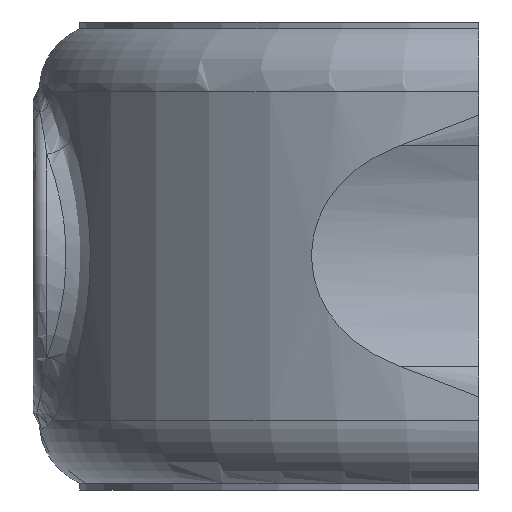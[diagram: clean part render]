
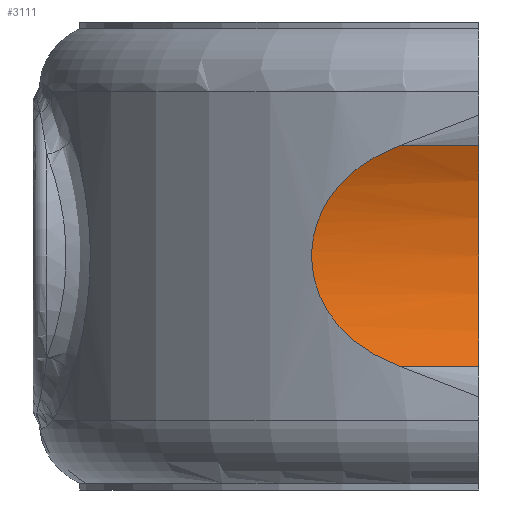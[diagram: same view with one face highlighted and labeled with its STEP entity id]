
A CAD part, left-side view. The second image highlights one B-rep face of the part: STEP entity #3111.
In plain terms, the highlighted cylindrical face has radius 90 mm (diameter 180 mm), a partial arc.
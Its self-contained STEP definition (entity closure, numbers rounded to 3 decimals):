
#10 = DIRECTION ( 'NONE',  ( 0., 1., 0. ) ) ;
#30 = CARTESIAN_POINT ( 'NONE',  ( -152.61, 48.097, -28.478 ) ) ;
#88 = CARTESIAN_POINT ( 'NONE',  ( -156.569, 33.023, -38.343 ) ) ;
#170 = EDGE_CURVE ( 'NONE', #1050, #757, #1800, .T. ) ;
#206 = EDGE_LOOP ( 'NONE', ( #3269, #3314, #3304, #3067 ) ) ;
#210 = AXIS2_PLACEMENT_3D ( 'NONE', #2627, #1508, #1159 ) ;
#335 = CARTESIAN_POINT ( 'NONE',  ( -149.357, 57.388, -15.716 ) ) ;
#395 = CARTESIAN_POINT ( 'NONE',  ( -154.417, 41.908, -33.382 ) ) ;
#398 = CARTESIAN_POINT ( 'NONE',  ( -148.455, 59.675, 9.111 ) ) ;
#436 = B_SPLINE_CURVE_WITH_KNOTS ( 'NONE', 3,
 ( #695, #511, #88, #1340, #578, #395, #2632, #1162, #3312, #30, #2115, #2577, #980, #1106, #3014, #1452, #3483, #1940, #335, #1573, #2402, #1755, #2229, #3143, #2516, #916, #1345, #1576, #1398, #1706, #2177, #1999, #1044, #3078, #398, #2456, #862, #2910, #3373, #3203, #2236, #3021, #1578, #814, #1711, #1824, #3082, #2969, #3603, #1517, #2062, #2180, #2461, #518, #1457, #700 ),
 .UNSPECIFIED., .F., .F.,
 ( 4, 2, 2, 2, 2, 2, 2, 2, 2, 2, 2, 2, 2, 2, 2, 2, 2, 2, 2, 2, 2, 2, 2, 2, 2, 2, 2, 4 ),
 ( 0., 0.007, 0.014, 0.017, 0.021, 0.028, 0.031, 0.033, 0.035, 0.042, 0.043, 0.045, 0.049, 0.055, 0.057, 0.059, 0.062, 0.066, 0.069, 0.076, 0.08, 0.081, 0.083, 0.09, 0.094, 0.097, 0.104, 0.111 ),
 .UNSPECIFIED. ) ;
#448 = VECTOR ( 'NONE', #456, 1000. ) ;
#456 = DIRECTION ( 'NONE',  ( 0., 1., 0. ) ) ;
#511 = CARTESIAN_POINT ( 'NONE',  ( -156.998, 30.928, -39.235 ) ) ;
#518 = CARTESIAN_POINT ( 'NONE',  ( -156.568, 33.026, 38.342 ) ) ;
#578 = CARTESIAN_POINT ( 'NONE',  ( -155.172, 39.056, -35.233 ) ) ;
#673 = CARTESIAN_POINT ( 'NONE',  ( -157.391, 0., -40.028 ) ) ;
#695 = CARTESIAN_POINT ( 'NONE',  ( -157.391, 28.775, -40.028 ) ) ;
#700 = CARTESIAN_POINT ( 'NONE',  ( -157.391, 28.775, 40.028 ) ) ;
#757 = VERTEX_POINT ( 'NONE', #1054 ) ;
#802 = FACE_OUTER_BOUND ( 'NONE', #206, .T. ) ;
#814 = CARTESIAN_POINT ( 'NONE',  ( -151.338, 51.932, 24.288 ) ) ;
#862 = CARTESIAN_POINT ( 'NONE',  ( -148.854, 58.674, 12.419 ) ) ;
#916 = CARTESIAN_POINT ( 'NONE',  ( -148.093, 60.57, -4.674 ) ) ;
#950 = DIRECTION ( 'NONE',  ( 0., 0., 1. ) ) ;
#980 = CARTESIAN_POINT ( 'NONE',  ( -151.105, 52.609, -23.457 ) ) ;
#1044 = CARTESIAN_POINT ( 'NONE',  ( -148.175, 60.367, 5.729 ) ) ;
#1050 = VERTEX_POINT ( 'NONE', #3095 ) ;
#1054 = CARTESIAN_POINT ( 'NONE',  ( -157.391, 28.775, -40.028 ) ) ;
#1097 = VERTEX_POINT ( 'NONE', #1240 ) ;
#1106 = CARTESIAN_POINT ( 'NONE',  ( -150.748, 53.62, -22.076 ) ) ;
#1159 = DIRECTION ( 'NONE',  ( 0., 0., 1. ) ) ;
#1162 = CARTESIAN_POINT ( 'NONE',  ( -153.644, 44.658, -31.379 ) ) ;
#1240 = CARTESIAN_POINT ( 'NONE',  ( -157.391, 0., 40.028 ) ) ;
#1334 = CYLINDRICAL_SURFACE ( 'NONE', #210, 90. ) ;
#1340 = CARTESIAN_POINT ( 'NONE',  ( -155.656, 37.087, -36.342 ) ) ;
#1345 = CARTESIAN_POINT ( 'NONE',  ( -148.002, 60.791, -2.385 ) ) ;
#1398 = CARTESIAN_POINT ( 'NONE',  ( -148.005, 60.783, 1.097 ) ) ;
#1402 = EDGE_CURVE ( 'NONE', #1097, #2447, #3598, .T. ) ;
#1444 = EDGE_CURVE ( 'NONE', #757, #2447, #436, .T. ) ;
#1452 = CARTESIAN_POINT ( 'NONE',  ( -150.402, 54.584, -20.658 ) ) ;
#1457 = CARTESIAN_POINT ( 'NONE',  ( -156.997, 30.93, 39.234 ) ) ;
#1478 = CARTESIAN_POINT ( 'NONE',  ( -157.391, 28.775, 40.028 ) ) ;
#1508 = DIRECTION ( 'NONE',  ( 0., 1., 0. ) ) ;
#1517 = CARTESIAN_POINT ( 'NONE',  ( -154.161, 42.842, 32.733 ) ) ;
#1573 = CARTESIAN_POINT ( 'NONE',  ( -148.949, 58.431, -13.047 ) ) ;
#1576 = CARTESIAN_POINT ( 'NONE',  ( -148., 60.796, 0.515 ) ) ;
#1578 = CARTESIAN_POINT ( 'NONE',  ( -151.093, 52.642, 23.395 ) ) ;
#1706 = CARTESIAN_POINT ( 'NONE',  ( -148.027, 60.73, 2.265 ) ) ;
#1711 = CARTESIAN_POINT ( 'NONE',  ( -151.462, 51.57, 24.726 ) ) ;
#1735 = CARTESIAN_POINT ( 'NONE',  ( -238., 0., 0. ) ) ;
#1755 = CARTESIAN_POINT ( 'NONE',  ( -148.725, 58.999, -11.414 ) ) ;
#1800 = LINE ( 'NONE', #673, #3150 ) ;
#1824 = CARTESIAN_POINT ( 'NONE',  ( -152.087, 49.719, 26.873 ) ) ;
#1853 = EDGE_CURVE ( 'NONE', #1097, #1050, #1934, .T. ) ;
#1934 = CIRCLE ( 'NONE', #2202, 90. ) ;
#1940 = CARTESIAN_POINT ( 'NONE',  ( -149.745, 56.373, -17.751 ) ) ;
#1999 = CARTESIAN_POINT ( 'NONE',  ( -148.109, 60.528, 4.585 ) ) ;
#2053 = CARTESIAN_POINT ( 'NONE',  ( -157.391, 0., 40.028 ) ) ;
#2062 = CARTESIAN_POINT ( 'NONE',  ( -154.417, 41.908, 33.382 ) ) ;
#2115 = CARTESIAN_POINT ( 'NONE',  ( -152.096, 49.691, -26.901 ) ) ;
#2177 = CARTESIAN_POINT ( 'NONE',  ( -148.043, 60.689, 2.848 ) ) ;
#2180 = CARTESIAN_POINT ( 'NONE',  ( -155.172, 39.059, 35.231 ) ) ;
#2202 = AXIS2_PLACEMENT_3D ( 'NONE', #1735, #3048, #950 ) ;
#2229 = CARTESIAN_POINT ( 'NONE',  ( -148.656, 59.173, -10.859 ) ) ;
#2236 = CARTESIAN_POINT ( 'NONE',  ( -150.615, 53.997, 21.558 ) ) ;
#2402 = CARTESIAN_POINT ( 'NONE',  ( -148.872, 58.628, -12.507 ) ) ;
#2447 = VERTEX_POINT ( 'NONE', #1478 ) ;
#2456 = CARTESIAN_POINT ( 'NONE',  ( -148.708, 59.042, 11.323 ) ) ;
#2461 = CARTESIAN_POINT ( 'NONE',  ( -155.656, 37.09, 36.34 ) ) ;
#2516 = CARTESIAN_POINT ( 'NONE',  ( -148.355, 59.924, -8.064 ) ) ;
#2577 = CARTESIAN_POINT ( 'NONE',  ( -151.35, 51.902, -24.342 ) ) ;
#2627 = CARTESIAN_POINT ( 'NONE',  ( -238., 0., 0. ) ) ;
#2632 = CARTESIAN_POINT ( 'NONE',  ( -154.16, 42.843, -32.732 ) ) ;
#2910 = CARTESIAN_POINT ( 'NONE',  ( -149.345, 57.418, 15.656 ) ) ;
#2969 = CARTESIAN_POINT ( 'NONE',  ( -153.383, 45.548, 30.668 ) ) ;
#3014 = CARTESIAN_POINT ( 'NONE',  ( -150.631, 53.949, -21.607 ) ) ;
#3021 = CARTESIAN_POINT ( 'NONE',  ( -150.971, 52.989, 22.94 ) ) ;
#3048 = DIRECTION ( 'NONE',  ( 0., 1., 0. ) ) ;
#3067 = ORIENTED_EDGE ( 'NONE', *, *, #1402, .T. ) ;
#3078 = CARTESIAN_POINT ( 'NONE',  ( -148.348, 59.94, 7.992 ) ) ;
#3082 = CARTESIAN_POINT ( 'NONE',  ( -152.604, 48.116, 28.46 ) ) ;
#3095 = CARTESIAN_POINT ( 'NONE',  ( -157.391, 0., -40.028 ) ) ;
#3111 = ADVANCED_FACE ( 'NONE', ( #802 ), #1334, .F. ) ;
#3143 = CARTESIAN_POINT ( 'NONE',  ( -148.463, 59.656, -9.187 ) ) ;
#3150 = VECTOR ( 'NONE', #10, 1000. ) ;
#3203 = CARTESIAN_POINT ( 'NONE',  ( -150.387, 54.628, 20.613 ) ) ;
#3269 = ORIENTED_EDGE ( 'NONE', *, *, #1444, .F. ) ;
#3304 = ORIENTED_EDGE ( 'NONE', *, *, #1853, .F. ) ;
#3312 = CARTESIAN_POINT ( 'NONE',  ( -153.385, 45.539, -30.675 ) ) ;
#3314 = ORIENTED_EDGE ( 'NONE', *, *, #170, .F. ) ;
#3373 = CARTESIAN_POINT ( 'NONE',  ( -149.735, 56.4, 17.7 ) ) ;
#3483 = CARTESIAN_POINT ( 'NONE',  ( -150.29, 54.891, -20.179 ) ) ;
#3598 = LINE ( 'NONE', #2053, #448 ) ;
#3603 = CARTESIAN_POINT ( 'NONE',  ( -153.643, 44.664, 31.375 ) ) ;
